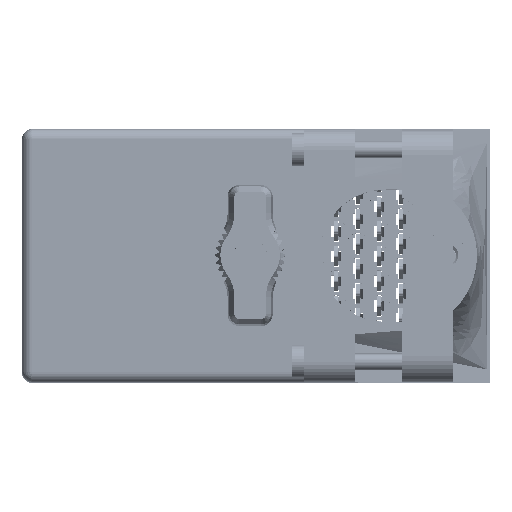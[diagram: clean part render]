
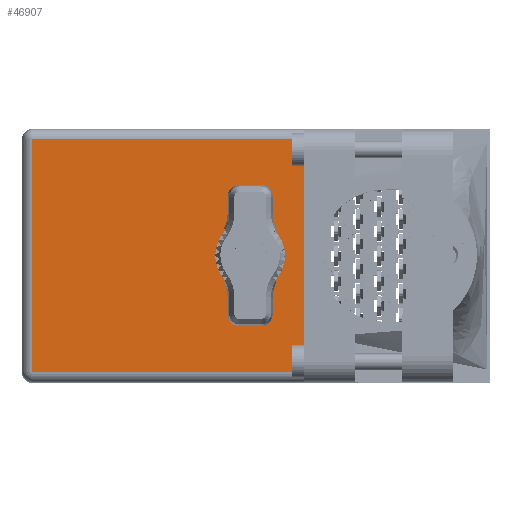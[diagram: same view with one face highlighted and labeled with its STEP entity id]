
A CAD part, top view. The second image highlights one B-rep face of the part: STEP entity #46907.
In plain terms, the highlighted face is planar.
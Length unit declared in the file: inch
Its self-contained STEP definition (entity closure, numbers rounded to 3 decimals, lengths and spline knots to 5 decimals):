
#2260 = CARTESIAN_POINT ( 'NONE',  ( 1.3775, 2.03, -0.765 ) ) ;
#2759 = ORIENTED_EDGE ( 'NONE', *, *, #94881, .T. ) ;
#4303 = LINE ( 'NONE', #99525, #43260 ) ;
#4982 = PLANE ( 'NONE',  #31043 ) ;
#6895 = CARTESIAN_POINT ( 'NONE',  ( 0.062, 2.03, -1.53 ) ) ;
#11113 = CARTESIAN_POINT ( 'NONE',  ( 0., 2.03, -1.468 ) ) ;
#11845 = LINE ( 'NONE', #79165, #14746 ) ;
#14746 = VECTOR ( 'NONE', #105733, 39.37008 ) ;
#14921 = EDGE_CURVE ( 'NONE', #68055, #47347, #11845, .T. ) ;
#15993 = LINE ( 'NONE', #6895, #74841 ) ;
#16133 = DIRECTION ( 'NONE',  ( 0., 0., 1. ) ) ;
#18023 = DIRECTION ( 'NONE',  ( 1., 0., 0. ) ) ;
#20018 = FACE_OUTER_BOUND ( 'NONE', #110143, .T. ) ;
#20053 = VERTEX_POINT ( 'NONE', #112582 ) ;
#26454 = EDGE_CURVE ( 'NONE', #20053, #47347, #4303, .T. ) ;
#31043 = AXIS2_PLACEMENT_3D ( 'NONE', #114971, #104996, #60448 ) ;
#31474 = CIRCLE ( 'NONE', #95841, 0.1015 ) ;
#32200 = CARTESIAN_POINT ( 'NONE',  ( 1.3775, 2.03, -0.765 ) ) ;
#33471 = CARTESIAN_POINT ( 'NONE',  ( 0.062, 2.03, -1.468 ) ) ;
#36170 = EDGE_CURVE ( 'NONE', #38207, #20053, #15993, .T. ) ;
#37261 = VERTEX_POINT ( 'NONE', #82890 ) ;
#38207 = VERTEX_POINT ( 'NONE', #33471 ) ;
#38649 = EDGE_LOOP ( 'NONE', ( #104387, #77184 ) ) ;
#41528 = CARTESIAN_POINT ( 'NONE',  ( 1.705, 2.03, -1.468 ) ) ;
#43260 = VECTOR ( 'NONE', #18023, 39.37008 ) ;
#44337 = CIRCLE ( 'NONE', #117944, 0.1015 ) ;
#46907 = ADVANCED_FACE ( 'NONE', ( #20018, #61780 ), #4982, .T. ) ;
#47347 = VERTEX_POINT ( 'NONE', #74346 ) ;
#48089 = EDGE_CURVE ( 'NONE', #37261, #69393, #44337, .T. ) ;
#60448 = DIRECTION ( 'NONE',  ( 0., 0., 1. ) ) ;
#61001 = DIRECTION ( 'NONE',  ( 0., 1., 0. ) ) ;
#61780 = FACE_BOUND ( 'NONE', #38649, .T. ) ;
#64981 = DIRECTION ( 'NONE',  ( -1., 0., 0. ) ) ;
#67863 = LINE ( 'NONE', #11113, #113786 ) ;
#68055 = VERTEX_POINT ( 'NONE', #41528 ) ;
#69393 = VERTEX_POINT ( 'NONE', #75960 ) ;
#70064 = EDGE_CURVE ( 'NONE', #69393, #37261, #31474, .T. ) ;
#74346 = CARTESIAN_POINT ( 'NONE',  ( 1.705, 2.03, -0.062 ) ) ;
#74841 = VECTOR ( 'NONE', #16133, 39.37008 ) ;
#75960 = CARTESIAN_POINT ( 'NONE',  ( 1.3775, 2.03, -0.6635 ) ) ;
#77184 = ORIENTED_EDGE ( 'NONE', *, *, #48089, .F. ) ;
#79165 = CARTESIAN_POINT ( 'NONE',  ( 1.705, 2.03, -1.53 ) ) ;
#81884 = ORIENTED_EDGE ( 'NONE', *, *, #36170, .T. ) ;
#82890 = CARTESIAN_POINT ( 'NONE',  ( 1.3775, 2.03, -0.8665 ) ) ;
#88308 = ORIENTED_EDGE ( 'NONE', *, *, #26454, .T. ) ;
#93838 = DIRECTION ( 'NONE',  ( 0., 1., 0. ) ) ;
#94881 = EDGE_CURVE ( 'NONE', #68055, #38207, #67863, .T. ) ;
#95841 = AXIS2_PLACEMENT_3D ( 'NONE', #2260, #93838, #113049 ) ;
#96699 = DIRECTION ( 'NONE',  ( 0., 0., 1. ) ) ;
#97277 = ORIENTED_EDGE ( 'NONE', *, *, #14921, .F. ) ;
#99525 = CARTESIAN_POINT ( 'NONE',  ( 1.705, 2.03, -0.062 ) ) ;
#104387 = ORIENTED_EDGE ( 'NONE', *, *, #70064, .F. ) ;
#104996 = DIRECTION ( 'NONE',  ( 0., 1., 0. ) ) ;
#105733 = DIRECTION ( 'NONE',  ( 0., 0., 1. ) ) ;
#110143 = EDGE_LOOP ( 'NONE', ( #81884, #88308, #97277, #2759 ) ) ;
#112582 = CARTESIAN_POINT ( 'NONE',  ( 0.062, 2.03, -0.062 ) ) ;
#113049 = DIRECTION ( 'NONE',  ( 0., 0., 1. ) ) ;
#113786 = VECTOR ( 'NONE', #64981, 39.37008 ) ;
#114971 = CARTESIAN_POINT ( 'NONE',  ( 0., 2.03, -1.53 ) ) ;
#117944 = AXIS2_PLACEMENT_3D ( 'NONE', #32200, #61001, #96699 ) ;
